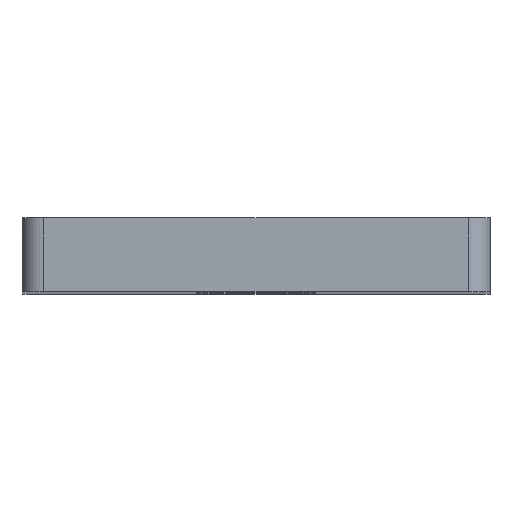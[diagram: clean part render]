
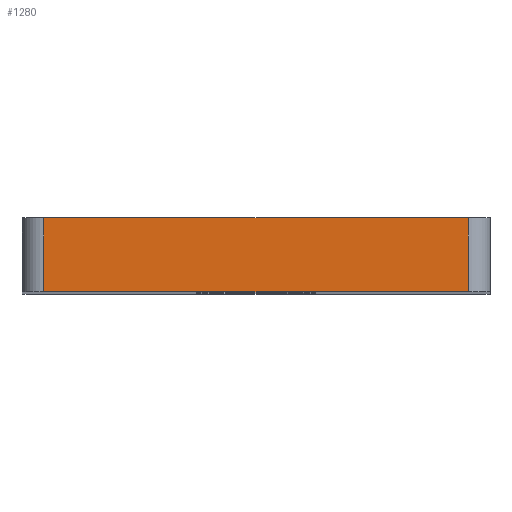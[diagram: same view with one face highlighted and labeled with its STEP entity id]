
A CAD part, top view. The second image highlights one B-rep face of the part: STEP entity #1280.
In plain terms, the highlighted planar face has unit normal (0, 0, 1).
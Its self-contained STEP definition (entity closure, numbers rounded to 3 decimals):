
#33 = DIRECTION ( 'NONE',  ( 1., 0., 0. ) ) ;
#46 = LINE ( 'NONE', #844, #577 ) ;
#47 = ORIENTED_EDGE ( 'NONE', *, *, #695, .T. ) ;
#71 = CARTESIAN_POINT ( 'NONE',  ( 622.095, 611.042, -675.466 ) ) ;
#139 = FACE_OUTER_BOUND ( 'NONE', #775, .T. ) ;
#171 = LINE ( 'NONE', #875, #1129 ) ;
#184 = EDGE_CURVE ( 'NONE', #240, #1007, #171, .T. ) ;
#240 = VERTEX_POINT ( 'NONE', #71 ) ;
#270 = CARTESIAN_POINT ( 'NONE',  ( 680.095, 611.042, -675.466 ) ) ;
#274 = CARTESIAN_POINT ( 'NONE',  ( 622.095, 600.942, -675.466 ) ) ;
#342 = CARTESIAN_POINT ( 'NONE',  ( 619.095, 600.942, -675.466 ) ) ;
#348 = VECTOR ( 'NONE', #662, 1000. ) ;
#428 = DIRECTION ( 'NONE',  ( 0., 0., -1. ) ) ;
#522 = CARTESIAN_POINT ( 'NONE',  ( 680.095, 600.942, -675.466 ) ) ;
#526 = CARTESIAN_POINT ( 'NONE',  ( 619.095, 611.042, -675.466 ) ) ;
#540 = EDGE_CURVE ( 'NONE', #240, #629, #46, .T. ) ;
#572 = CARTESIAN_POINT ( 'NONE',  ( 680.095, 611.042, -675.466 ) ) ;
#577 = VECTOR ( 'NONE', #1225, 1000. ) ;
#629 = VERTEX_POINT ( 'NONE', #572 ) ;
#662 = DIRECTION ( 'NONE',  ( 0., 1., 0. ) ) ;
#695 = EDGE_CURVE ( 'NONE', #879, #629, #761, .T. ) ;
#718 = LINE ( 'NONE', #342, #1207 ) ;
#746 = ORIENTED_EDGE ( 'NONE', *, *, #932, .T. ) ;
#761 = LINE ( 'NONE', #270, #348 ) ;
#775 = EDGE_LOOP ( 'NONE', ( #746, #47, #1092, #1068 ) ) ;
#836 = AXIS2_PLACEMENT_3D ( 'NONE', #526, #428, #1024 ) ;
#844 = CARTESIAN_POINT ( 'NONE',  ( 619.095, 611.042, -675.466 ) ) ;
#875 = CARTESIAN_POINT ( 'NONE',  ( 622.095, 611.042, -675.466 ) ) ;
#879 = VERTEX_POINT ( 'NONE', #522 ) ;
#932 = EDGE_CURVE ( 'NONE', #1007, #879, #718, .T. ) ;
#1007 = VERTEX_POINT ( 'NONE', #274 ) ;
#1024 = DIRECTION ( 'NONE',  ( -1., 0., 0. ) ) ;
#1068 = ORIENTED_EDGE ( 'NONE', *, *, #184, .T. ) ;
#1092 = ORIENTED_EDGE ( 'NONE', *, *, #540, .F. ) ;
#1129 = VECTOR ( 'NONE', #1253, 1000. ) ;
#1207 = VECTOR ( 'NONE', #33, 1000. ) ;
#1211 = PLANE ( 'NONE',  #836 ) ;
#1225 = DIRECTION ( 'NONE',  ( 1., 0., 0. ) ) ;
#1253 = DIRECTION ( 'NONE',  ( 0., -1., 0. ) ) ;
#1280 = ADVANCED_FACE ( 'NONE', ( #139 ), #1211, .F. ) ;
